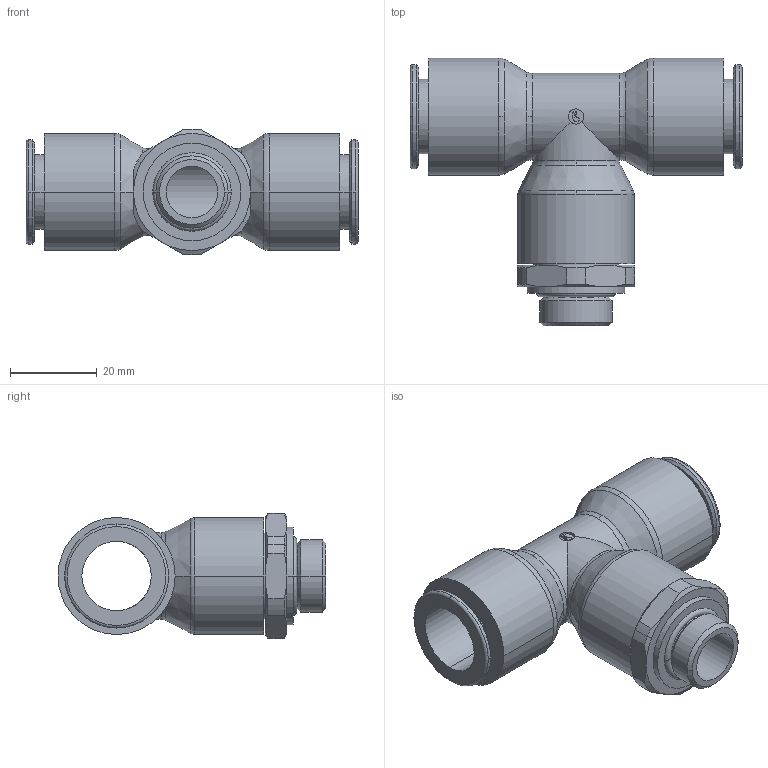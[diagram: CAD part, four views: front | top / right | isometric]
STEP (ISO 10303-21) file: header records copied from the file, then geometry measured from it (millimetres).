
FILE_DESCRIPTION(('STEP AP214'),'1');
FILE_NAME('3198_16_17.stp','2016-07-07T15:00:04',('TraceParts'),('TraceParts S.A.'),'Spatial InterOp 3D',' ',' ');
FILE_SCHEMA(('automotive_design'));
Length unit declared in the file: millimetre
Products named in the file (1): 1
Bounding box: 76.6 x 61.8 x 28.96 mm (x, y, z)
Volume: 30325.1 mm3; surface area: 16948.5 mm2
Topology: 1 solids, 1 shells, 132 faces, 327 edges, 208 vertices
Faces by surface type: cylinder 49, plane 35, cone 30, torus 18
Entity records: 4107 total; most frequent: CARTESIAN_POINT 854, DIRECTION 752, ORIENTED_EDGE 654, EDGE_CURVE 327, AXIS2_PLACEMENT_3D 320, VERTEX_POINT 208, CIRCLE 179, EDGE_LOOP 147
